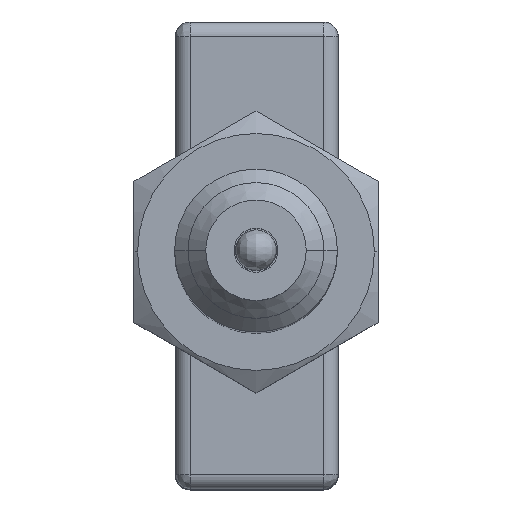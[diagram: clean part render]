
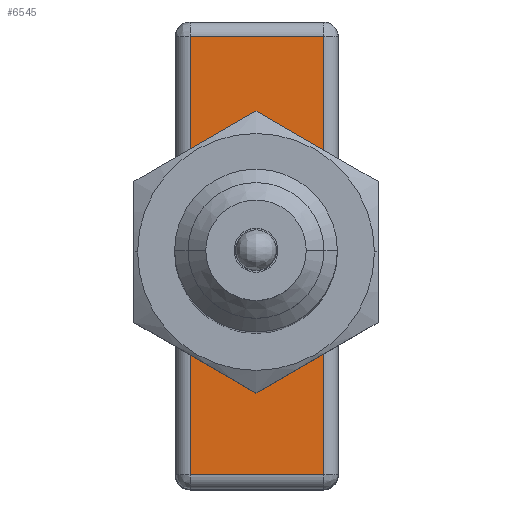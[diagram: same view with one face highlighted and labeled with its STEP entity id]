
A CAD part, top view. The second image highlights one B-rep face of the part: STEP entity #6545.
In plain terms, the highlighted planar face has unit normal (0, 0, 1).
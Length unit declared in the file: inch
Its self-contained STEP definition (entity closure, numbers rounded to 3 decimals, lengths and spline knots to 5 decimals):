
#76 = DIRECTION ( 'NONE',  ( 0., 0., -1. ) ) ;
#354 = CARTESIAN_POINT ( 'NONE',  ( -0.2025, -0.6725, -6. ) ) ;
#1197 = ORIENTED_EDGE ( 'NONE', *, *, #33765, .F. ) ;
#1622 = CARTESIAN_POINT ( 'NONE',  ( 0.2075, -0.6725, -6. ) ) ;
#1830 = EDGE_LOOP ( 'NONE', ( #23666, #1197 ) ) ;
#3358 = DIRECTION ( 'NONE',  ( 1., 0., 0. ) ) ;
#3921 = DIRECTION ( 'NONE',  ( 0., -1., 0. ) ) ;
#4063 = DIRECTION ( 'NONE',  ( 0., 0., 1. ) ) ;
#5396 = CARTESIAN_POINT ( 'NONE',  ( -0.2025, 0.6725, -6. ) ) ;
#5706 = CIRCLE ( 'NONE', #10444, 0.154 ) ;
#5949 = LINE ( 'NONE', #20105, #33834 ) ;
#6122 = EDGE_CURVE ( 'NONE', #15486, #23735, #22494, .T. ) ;
#6545 = ADVANCED_FACE ( 'NONE', ( #9991, #15582 ), #8324, .F. ) ;
#7162 = VERTEX_POINT ( 'NONE', #9882 ) ;
#8324 = PLANE ( 'NONE',  #13258 ) ;
#9882 = CARTESIAN_POINT ( 'NONE',  ( 0.2075, 0.6725, -6. ) ) ;
#9991 = FACE_BOUND ( 'NONE', #1830, .T. ) ;
#10147 = DIRECTION ( 'NONE',  ( 0., 0., 1. ) ) ;
#10325 = CARTESIAN_POINT ( 'NONE',  ( 0.0025, 0.35875, -6. ) ) ;
#10444 = AXIS2_PLACEMENT_3D ( 'NONE', #31438, #4063, #14621 ) ;
#10770 = VECTOR ( 'NONE', #3358, 39.37008 ) ;
#11359 = CARTESIAN_POINT ( 'NONE',  ( 0.0025, 0.6725, -6. ) ) ;
#11771 = AXIS2_PLACEMENT_3D ( 'NONE', #20348, #10147, #25871 ) ;
#11843 = CARTESIAN_POINT ( 'NONE',  ( 0., -0.154, -6. ) ) ;
#12727 = ORIENTED_EDGE ( 'NONE', *, *, #25550, .F. ) ;
#13258 = AXIS2_PLACEMENT_3D ( 'NONE', #10325, #76, #18606 ) ;
#13442 = VECTOR ( 'NONE', #29650, 39.37008 ) ;
#14621 = DIRECTION ( 'NONE',  ( 0., 1., 0. ) ) ;
#15486 = VERTEX_POINT ( 'NONE', #1622 ) ;
#15582 = FACE_OUTER_BOUND ( 'NONE', #34565, .T. ) ;
#16287 = EDGE_CURVE ( 'NONE', #23735, #33929, #19945, .T. ) ;
#18511 = DIRECTION ( 'NONE',  ( 0., 1., 0. ) ) ;
#18606 = DIRECTION ( 'NONE',  ( 0., 1., 0. ) ) ;
#18709 = CARTESIAN_POINT ( 'NONE',  ( 0.0025, -0.6725, -6. ) ) ;
#19678 = ORIENTED_EDGE ( 'NONE', *, *, #32176, .F. ) ;
#19945 = LINE ( 'NONE', #34962, #21662 ) ;
#20105 = CARTESIAN_POINT ( 'NONE',  ( 0.2075, 0.35875, -6. ) ) ;
#20128 = ORIENTED_EDGE ( 'NONE', *, *, #6122, .F. ) ;
#20348 = CARTESIAN_POINT ( 'NONE',  ( 0., 0., -6. ) ) ;
#20817 = VERTEX_POINT ( 'NONE', #32704 ) ;
#21255 = EDGE_CURVE ( 'NONE', #20817, #33332, #5706, .T. ) ;
#21662 = VECTOR ( 'NONE', #18511, 39.37008 ) ;
#22494 = LINE ( 'NONE', #18709, #13442 ) ;
#23666 = ORIENTED_EDGE ( 'NONE', *, *, #21255, .F. ) ;
#23735 = VERTEX_POINT ( 'NONE', #354 ) ;
#25395 = LINE ( 'NONE', #11359, #10770 ) ;
#25550 = EDGE_CURVE ( 'NONE', #33929, #7162, #25395, .T. ) ;
#25871 = DIRECTION ( 'NONE',  ( 0., 1., 0. ) ) ;
#29316 = ORIENTED_EDGE ( 'NONE', *, *, #16287, .F. ) ;
#29650 = DIRECTION ( 'NONE',  ( -1., 0., 0. ) ) ;
#30815 = CIRCLE ( 'NONE', #11771, 0.154 ) ;
#31438 = CARTESIAN_POINT ( 'NONE',  ( 0., 0., -6. ) ) ;
#32176 = EDGE_CURVE ( 'NONE', #7162, #15486, #5949, .T. ) ;
#32704 = CARTESIAN_POINT ( 'NONE',  ( 0., 0.154, -6. ) ) ;
#33332 = VERTEX_POINT ( 'NONE', #11843 ) ;
#33765 = EDGE_CURVE ( 'NONE', #33332, #20817, #30815, .T. ) ;
#33834 = VECTOR ( 'NONE', #3921, 39.37008 ) ;
#33929 = VERTEX_POINT ( 'NONE', #5396 ) ;
#34565 = EDGE_LOOP ( 'NONE', ( #20128, #19678, #12727, #29316 ) ) ;
#34962 = CARTESIAN_POINT ( 'NONE',  ( -0.2025, 0.53812, -6. ) ) ;
